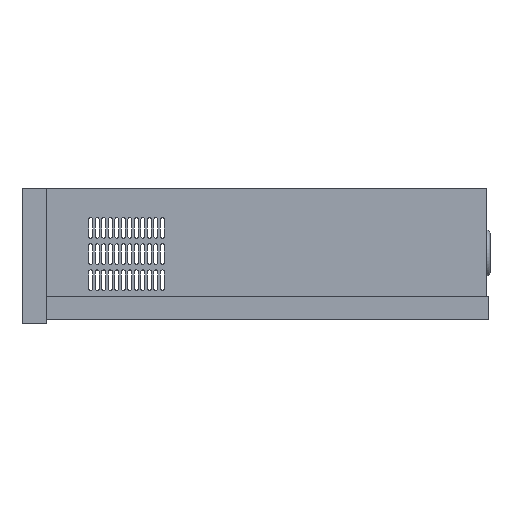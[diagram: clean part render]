
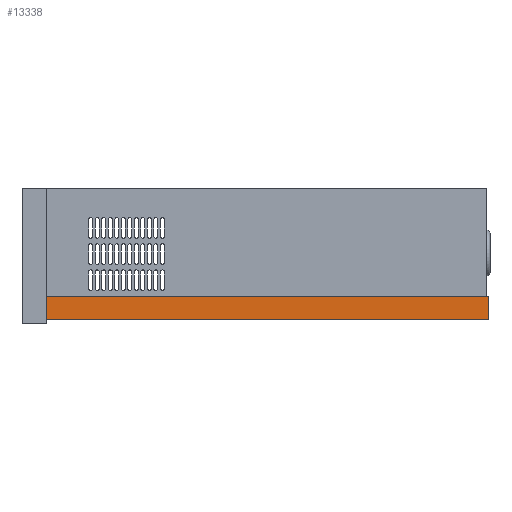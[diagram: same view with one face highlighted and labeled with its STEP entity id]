
A CAD part, left-side view. The second image highlights one B-rep face of the part: STEP entity #13338.
In plain terms, the highlighted planar face has unit normal (-1, 0, 0).
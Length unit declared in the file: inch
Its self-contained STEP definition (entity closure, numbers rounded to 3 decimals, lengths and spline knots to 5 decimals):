
#229 = ORIENTED_EDGE ( 'NONE', *, *, #10441, .F. ) ;
#1822 = PLANE ( 'NONE',  #16034 ) ;
#1903 = LINE ( 'NONE', #28619, #27540 ) ;
#2492 = VECTOR ( 'NONE', #12051, 39.37008 ) ;
#3143 = VERTEX_POINT ( 'NONE', #4074 ) ;
#3537 = LINE ( 'NONE', #22562, #15426 ) ;
#3903 = ORIENTED_EDGE ( 'NONE', *, *, #18197, .F. ) ;
#4074 = CARTESIAN_POINT ( 'NONE',  ( -9.06102, -8.93307, -2.55906 ) ) ;
#4159 = DIRECTION ( 'NONE',  ( 0., 0., 1. ) ) ;
#5741 = DIRECTION ( 'NONE',  ( 0., 1., 0. ) ) ;
#6116 = DIRECTION ( 'NONE',  ( 0., 0., -1. ) ) ;
#6551 = DIRECTION ( 'NONE',  ( -1., 0., 0. ) ) ;
#7444 = VERTEX_POINT ( 'NONE', #17548 ) ;
#9162 = FACE_OUTER_BOUND ( 'NONE', #16026, .T. ) ;
#10441 = EDGE_CURVE ( 'NONE', #7444, #23740, #1903, .T. ) ;
#11484 = EDGE_CURVE ( 'NONE', #22142, #23740, #17627, .T. ) ;
#12051 = DIRECTION ( 'NONE',  ( 0., 1., 0. ) ) ;
#12287 = LINE ( 'NONE', #16723, #2492 ) ;
#13338 = ADVANCED_FACE ( 'NONE', ( #9162 ), #1822, .T. ) ;
#14188 = CARTESIAN_POINT ( 'NONE',  ( -9.06102, -8.93307, -1.68365 ) ) ;
#14405 = DIRECTION ( 'NONE',  ( 0., 0., 1. ) ) ;
#14990 = EDGE_CURVE ( 'NONE', #22142, #3143, #3537, .T. ) ;
#15258 = ORIENTED_EDGE ( 'NONE', *, *, #14990, .F. ) ;
#15380 = ORIENTED_EDGE ( 'NONE', *, *, #11484, .T. ) ;
#15426 = VECTOR ( 'NONE', #6116, 39.37008 ) ;
#15453 = CARTESIAN_POINT ( 'NONE',  ( -9.06102, 8.85433, -1.68365 ) ) ;
#16026 = EDGE_LOOP ( 'NONE', ( #229, #3903, #15258, #15380 ) ) ;
#16034 = AXIS2_PLACEMENT_3D ( 'NONE', #24802, #6551, #4159 ) ;
#16723 = CARTESIAN_POINT ( 'NONE',  ( -9.06102, -8.85433, -2.55906 ) ) ;
#17548 = CARTESIAN_POINT ( 'NONE',  ( -9.06102, 8.85433, -2.55906 ) ) ;
#17627 = LINE ( 'NONE', #19436, #25220 ) ;
#18197 = EDGE_CURVE ( 'NONE', #3143, #7444, #12287, .T. ) ;
#19436 = CARTESIAN_POINT ( 'NONE',  ( -9.06102, -8.85433, -1.68365 ) ) ;
#22142 = VERTEX_POINT ( 'NONE', #14188 ) ;
#22562 = CARTESIAN_POINT ( 'NONE',  ( -9.06102, -8.93307, -2.55906 ) ) ;
#23740 = VERTEX_POINT ( 'NONE', #15453 ) ;
#24802 = CARTESIAN_POINT ( 'NONE',  ( -9.06102, -8.85433, -2.55906 ) ) ;
#25220 = VECTOR ( 'NONE', #5741, 39.37008 ) ;
#27540 = VECTOR ( 'NONE', #14405, 39.37008 ) ;
#28619 = CARTESIAN_POINT ( 'NONE',  ( -9.06102, 8.85433, -2.55906 ) ) ;
